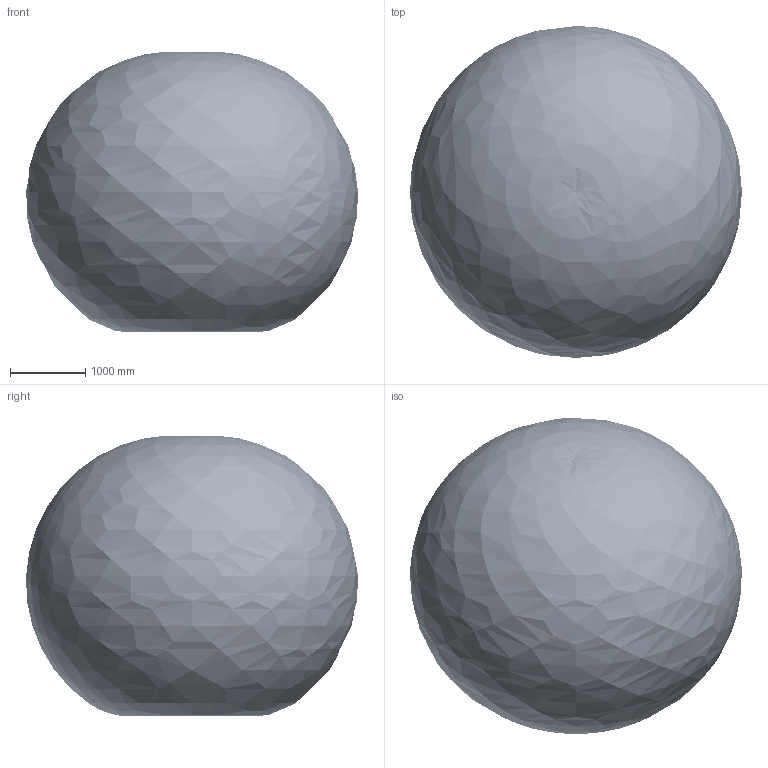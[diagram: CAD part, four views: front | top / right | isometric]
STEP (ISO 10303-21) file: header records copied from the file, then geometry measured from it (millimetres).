
FILE_DESCRIPTION(/* description */ ('Norm.iam Teamplte'),/* implementation_level */ '2;1');
FILE_NAME(/* name */ '3D-model_AT_00016-SE01.stp',/* time_stamp */ '2025-02-04T17:25:18+01:00',/* author */ ('guillaume.haas'),/* organization */ (''),/* preprocessor_version */ 'ST-DEVELOPER v19.2',/* originating_system */ 'Autodesk Inventor 2023',/* authorisation */ '');
FILE_SCHEMA (('AUTOMOTIVE_DESIGN { 1 0 10303 214 3 1 1 }'));
Products named in the file (10): AT_00016-SE01_DUMMY articc6-2400-270kg; MT_WST00107830 Dummy Grundgestell; MT_WST00109628 Dummy Grundgestell; MT_WST00108857 Dummy Schwinge; MT_WST00113784 Schulter_DUMMY; MT_WST00115004 Dummy Arm; MT_WST00109627 Dummy Hand; MT_WST00108694 Blindstopfen; MT_WST00109626 Dummy Flansch; MT_WST00113301 Arbeitsbereich
Assembly tree (11 placements, depth 2):
  AT_00016-SE01_DUMMY articc6-2400-270kg
    MT_WST00107830 Dummy Grundgestell
    MT_WST00109628 Dummy Grundgestell
    MT_WST00108857 Dummy Schwinge
    MT_WST00113784 Schulter_DUMMY
    MT_WST00115004 Dummy Arm
    MT_WST00109627 Dummy Hand
    MT_WST00108694 Blindstopfen  x3
    MT_WST00109626 Dummy Flansch
    MT_WST00113301 Arbeitsbereich
Bounding box: 4407.32 x 4408.1 x 3730.57 mm (x, y, z)
Volume: 39153383731.6 mm3; surface area: 74018201.8 mm2
Topology: 11 solids, 17 shells, 5512 faces, 12962 edges, 8024 vertices
Faces by surface type: plane 1561, bspline 1501, cylinder 1451, torus 497, cone 411, sphere 91
Full cylindrical faces by diameter (mm): 0.95 x8, 4 x1, 4.5 x1, 5 x4, 5.5 x2, 6.5 x2, 6.647 x42, 6.8 x8, 7 x137, 7.53 x2, 7.6 x139, 8 x6, 8.376 x6, 8.5 x4, 8.8 x2, 9 x1, 10 x5, 10.106 x4, 10.5 x2, 10.917 x1, 11 x10, 12 x1, 12.2 x1, 12.4 x6, 13 x33, 13.5 x2, 13.835 x12, 14 x3, 16 x40, 16.2 x2
Entity records: 241721 total; most frequent: CARTESIAN_POINT 117527, ORIENTED_EDGE 25276, DIRECTION 23596, EDGE_CURVE 12638, AXIS2_PLACEMENT_3D 10108, VERTEX_POINT 7928, EDGE_LOOP 6194, CIRCLE 5869
